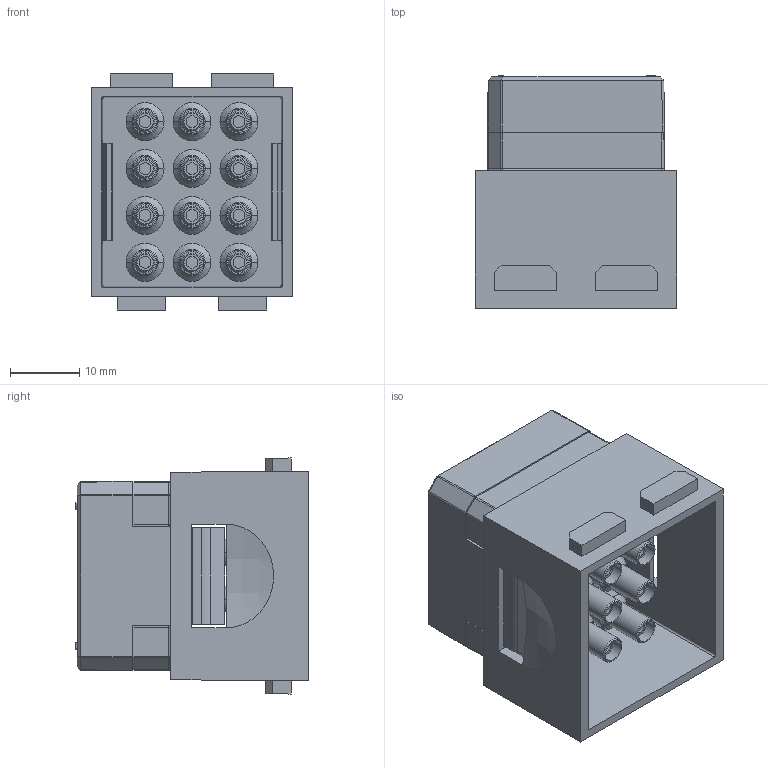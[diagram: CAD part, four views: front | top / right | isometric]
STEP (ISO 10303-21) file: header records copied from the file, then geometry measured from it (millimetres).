
FILE_DESCRIPTION(/* description */ (''),/* implementation_level */ '2;1');
FILE_NAME(/* name */ '3D_1290120200503_H2MC-012-FC_V1.0_stp.stp',/* time_stamp */ '2024-02-04T17:02:05+08:00',/* author */ (''),/* organization */ (''),/* preprocessor_version */ 'ST-DEVELOPER v18.1',/* originating_system */ 'SIEMENS PLM Software NX 1980',/* authorisation */ '');
FILE_SCHEMA (('AUTOMOTIVE_DESIGN { 1 0 10303 214 3 1 1 1 }'));
Length unit declared in the file: millimetre
Products named in the file (1): 1318193024BDb8zb
Bounding box: 29.2 x 33.7 x 34.2 mm (x, y, z)
Volume: 14453.1 mm3; surface area: 14918.8 mm2
Topology: 1 solids, 46 shells, 1387 faces, 3227 edges, 2058 vertices
Faces by surface type: cylinder 522, plane 507, cone 244, torus 78, sphere 24, extrusion 10, bspline 2
Entity records: 47719 total; most frequent: CARTESIAN_POINT 8512, DIRECTION 6886, ORIENTED_EDGE 6404, EDGE_CURVE 3202, AXIS2_PLACEMENT_3D 2716, VERTEX_POINT 2058, EDGE_LOOP 1648, VECTOR 1454
